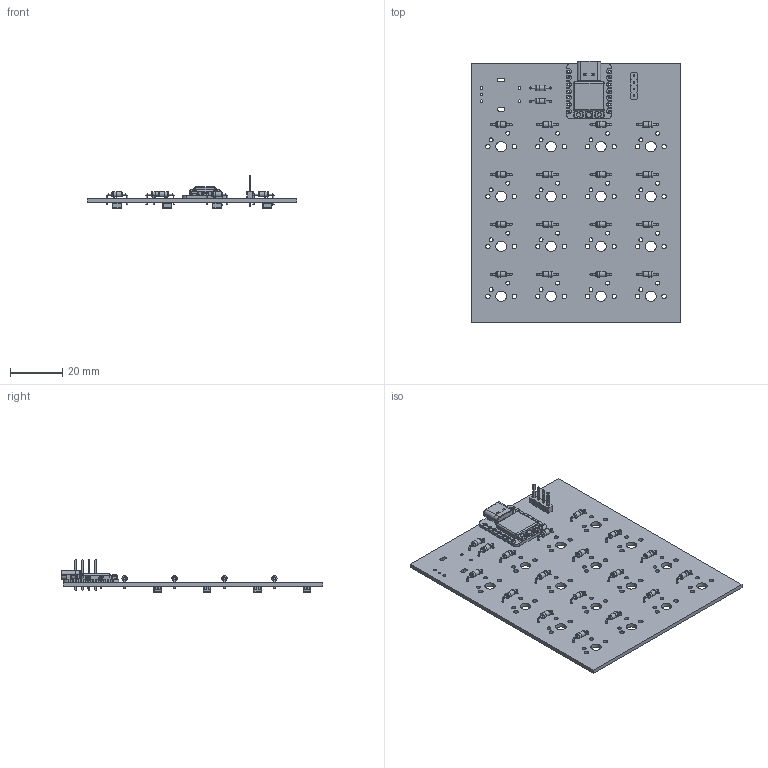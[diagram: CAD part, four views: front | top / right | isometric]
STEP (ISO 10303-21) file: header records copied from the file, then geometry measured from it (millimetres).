
FILE_DESCRIPTION(('KiCad electronic assembly'),'2;1');
FILE_NAME('Macro Pad.step','2026-01-10T02:39:38',('Pcbnew'),('Kicad'), 'Open CASCADE STEP processor 7.9','KiCad to STEP converter','Unknown' );
FILE_SCHEMA(('AUTOMOTIVE_DESIGN { 1 0 10303 214 1 1 1 1 }'));
Length unit declared in the file: millimetre
Products named in the file (7): Macro Pad 1; D_DO-35_SOD27_P7.62mm_Horizontal; PinHeader_1x04_P2.54mm_Vertical; seeeduino_xiao_rp2040; Macro Pad 1.14.1; LED_RGB_Wuerth-PLCC4_3.2x2.8mm_150141M173100; Macro Pad_PCB
Assembly tree (38 placements, depth 3):
  Macro Pad 1
    D_DO-35_SOD27_P7.62mm_Horizontal  x18
    PinHeader_1x04_P2.54mm_Vertical
    seeeduino_xiao_rp2040
      Macro Pad 1.14.1
    LED_RGB_Wuerth-PLCC4_3.2x2.8mm_150141M173100  x16
    Macro Pad_PCB
Bounding box: 80.01 x 99.96 x 12.27 mm (x, y, z)
Volume: 12843.7 mm3; surface area: 20666.1 mm2
Topology: 101 solids, 101 shells, 2205 faces, 6000 edges, 4032 vertices
Faces by surface type: plane 1367, cylinder 656, torus 84, cone 54, bspline 34, sphere 10
Full cylindrical faces by diameter (mm): 0.4 x1, 0.5 x56, 0.8 x50, 1 x23, 1.05 x6, 1.5 x34, 1.7 x32, 1.867 x16, 2 x37, 2.02 x18, 4 x16
Entity records: 37379 total; most frequent: CARTESIAN_POINT 6242, DIRECTION 6009, ORIENTED_EDGE 5918, EDGE_CURVE 2959, LINE 2235, VECTOR 2235, VERTEX_POINT 1934, AXIS2_PLACEMENT_3D 1887
